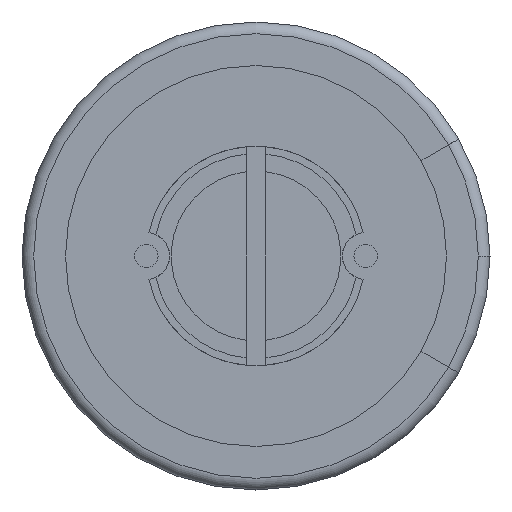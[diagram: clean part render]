
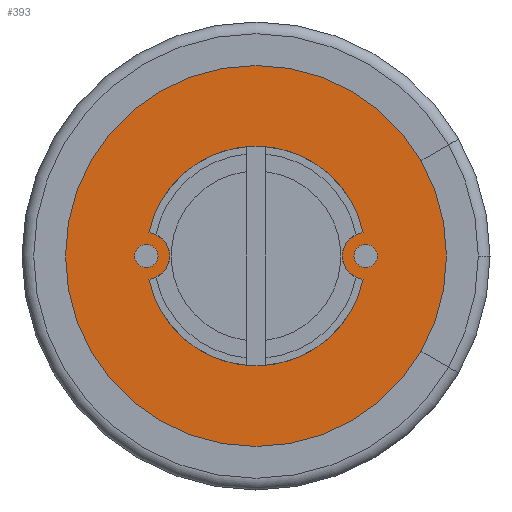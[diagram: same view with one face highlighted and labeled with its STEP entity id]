
A CAD part, front view. The second image highlights one B-rep face of the part: STEP entity #393.
In plain terms, the highlighted planar face has unit normal (0, -1, 0).
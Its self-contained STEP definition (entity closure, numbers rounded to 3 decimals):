
#89 = AXIS2_PLACEMENT_3D ( 'NONE', #1704, #2175, #192 ) ;
#134 = CARTESIAN_POINT ( 'NONE',  ( 0., 0.95, 0. ) ) ;
#150 = ORIENTED_EDGE ( 'NONE', *, *, #2729, .T. ) ;
#165 = CARTESIAN_POINT ( 'NONE',  ( 0., 0.95, 0. ) ) ;
#185 = DIRECTION ( 'NONE',  ( 0., -1., 0. ) ) ;
#192 = DIRECTION ( 'NONE',  ( -1., 0., 0. ) ) ;
#200 = DIRECTION ( 'NONE',  ( 0., -1., 0. ) ) ;
#233 = DIRECTION ( 'NONE',  ( 0., -1., 0. ) ) ;
#264 = CARTESIAN_POINT ( 'NONE',  ( 5.639, 0.95, -3.256 ) ) ;
#268 = AXIS2_PLACEMENT_3D ( 'NONE', #371, #1925, #1451 ) ;
#312 = CARTESIAN_POINT ( 'NONE',  ( -3.665, 0.95, 0.795 ) ) ;
#329 = AXIS2_PLACEMENT_3D ( 'NONE', #165, #185, #1490 ) ;
#357 = EDGE_CURVE ( 'NONE', #1049, #2708, #386, .T. ) ;
#358 = EDGE_LOOP ( 'NONE', ( #150, #1946, #2661 ) ) ;
#371 = CARTESIAN_POINT ( 'NONE',  ( 0., 0.95, 0. ) ) ;
#386 = CIRCLE ( 'NONE', #268, 3.75 ) ;
#393 = ADVANCED_FACE ( 'NONE', ( #1529, #1488 ), #2554, .F. ) ;
#419 = DIRECTION ( 'NONE',  ( 1., 0., 0. ) ) ;
#443 = DIRECTION ( 'NONE',  ( 0., -1., 0. ) ) ;
#447 = CARTESIAN_POINT ( 'NONE',  ( 0., 0.95, 0. ) ) ;
#483 = EDGE_LOOP ( 'NONE', ( #1937, #1908, #941, #1699, #2277 ) ) ;
#529 = CARTESIAN_POINT ( 'NONE',  ( 5.639, 0.95, 3.256 ) ) ;
#552 = AXIS2_PLACEMENT_3D ( 'NONE', #447, #233, #1792 ) ;
#856 = CIRCLE ( 'NONE', #329, 6.512 ) ;
#882 = EDGE_CURVE ( 'NONE', #1023, #2359, #2011, .T. ) ;
#941 = ORIENTED_EDGE ( 'NONE', *, *, #357, .F. ) ;
#1023 = VERTEX_POINT ( 'NONE', #264 ) ;
#1026 = CARTESIAN_POINT ( 'NONE',  ( 0., 0.95, 0. ) ) ;
#1049 = VERTEX_POINT ( 'NONE', #2555 ) ;
#1132 = DIRECTION ( 'NONE',  ( -1., 0., 0. ) ) ;
#1142 = CIRCLE ( 'NONE', #1926, 6.512 ) ;
#1266 = CARTESIAN_POINT ( 'NONE',  ( 0., 0.95, 0. ) ) ;
#1352 = EDGE_CURVE ( 'NONE', #1049, #1921, #2823, .T. ) ;
#1361 = AXIS2_PLACEMENT_3D ( 'NONE', #2240, #443, #1132 ) ;
#1373 = CIRCLE ( 'NONE', #552, 3.75 ) ;
#1390 = CARTESIAN_POINT ( 'NONE',  ( 3.665, 0.95, -0.795 ) ) ;
#1411 = AXIS2_PLACEMENT_3D ( 'NONE', #134, #2135, #2127 ) ;
#1451 = DIRECTION ( 'NONE',  ( -1., 0., 0. ) ) ;
#1488 = FACE_OUTER_BOUND ( 'NONE', #358, .T. ) ;
#1490 = DIRECTION ( 'NONE',  ( 1., 0., 0. ) ) ;
#1529 = FACE_BOUND ( 'NONE', #483, .T. ) ;
#1561 = DIRECTION ( 'NONE',  ( 1., 0., 0. ) ) ;
#1570 = AXIS2_PLACEMENT_3D ( 'NONE', #1266, #200, #419 ) ;
#1648 = EDGE_CURVE ( 'NONE', #2386, #1921, #2229, .T. ) ;
#1699 = ORIENTED_EDGE ( 'NONE', *, *, #1352, .T. ) ;
#1704 = CARTESIAN_POINT ( 'NONE',  ( -3.75, 0.95, 0. ) ) ;
#1725 = DIRECTION ( 'NONE',  ( 0., -1., 0. ) ) ;
#1792 = DIRECTION ( 'NONE',  ( -1., 0., 0. ) ) ;
#1793 = CIRCLE ( 'NONE', #89, 0.8 ) ;
#1905 = AXIS2_PLACEMENT_3D ( 'NONE', #1026, #1725, #1950 ) ;
#1908 = ORIENTED_EDGE ( 'NONE', *, *, #2184, .F. ) ;
#1921 = VERTEX_POINT ( 'NONE', #1390 ) ;
#1925 = DIRECTION ( 'NONE',  ( 0., -1., 0. ) ) ;
#1926 = AXIS2_PLACEMENT_3D ( 'NONE', #2057, #2296, #1561 ) ;
#1937 = ORIENTED_EDGE ( 'NONE', *, *, #2862, .F. ) ;
#1946 = ORIENTED_EDGE ( 'NONE', *, *, #882, .T. ) ;
#1950 = DIRECTION ( 'NONE',  ( -1., 0., 0. ) ) ;
#2011 = CIRCLE ( 'NONE', #1570, 6.512 ) ;
#2057 = CARTESIAN_POINT ( 'NONE',  ( 0., 0.95, 0. ) ) ;
#2127 = DIRECTION ( 'NONE',  ( -1., 0., 0. ) ) ;
#2135 = DIRECTION ( 'NONE',  ( 0., 1., 0. ) ) ;
#2175 = DIRECTION ( 'NONE',  ( 0., 1., 0. ) ) ;
#2184 = EDGE_CURVE ( 'NONE', #2708, #2348, #1373, .T. ) ;
#2229 = CIRCLE ( 'NONE', #1905, 3.75 ) ;
#2240 = CARTESIAN_POINT ( 'NONE',  ( 3.75, 0.95, 0. ) ) ;
#2277 = ORIENTED_EDGE ( 'NONE', *, *, #1648, .F. ) ;
#2296 = DIRECTION ( 'NONE',  ( 0., -1., 0. ) ) ;
#2330 = CARTESIAN_POINT ( 'NONE',  ( 6.512, 0.95, 0. ) ) ;
#2348 = VERTEX_POINT ( 'NONE', #312 ) ;
#2359 = VERTEX_POINT ( 'NONE', #2330 ) ;
#2386 = VERTEX_POINT ( 'NONE', #2785 ) ;
#2453 = EDGE_CURVE ( 'NONE', #2359, #2674, #856, .T. ) ;
#2554 = PLANE ( 'NONE',  #1411 ) ;
#2555 = CARTESIAN_POINT ( 'NONE',  ( 3.665, 0.95, 0.795 ) ) ;
#2661 = ORIENTED_EDGE ( 'NONE', *, *, #2453, .T. ) ;
#2674 = VERTEX_POINT ( 'NONE', #529 ) ;
#2690 = CARTESIAN_POINT ( 'NONE',  ( 0., 0.95, 3.75 ) ) ;
#2708 = VERTEX_POINT ( 'NONE', #2690 ) ;
#2729 = EDGE_CURVE ( 'NONE', #2674, #1023, #1142, .T. ) ;
#2785 = CARTESIAN_POINT ( 'NONE',  ( -3.665, 0.95, -0.795 ) ) ;
#2823 = CIRCLE ( 'NONE', #1361, 0.8 ) ;
#2862 = EDGE_CURVE ( 'NONE', #2348, #2386, #1793, .T. ) ;
